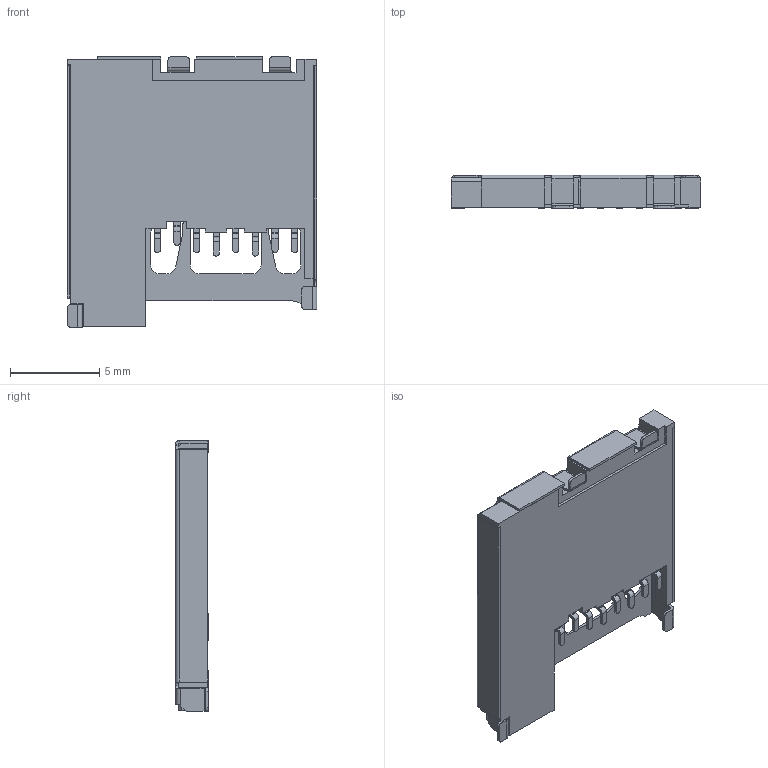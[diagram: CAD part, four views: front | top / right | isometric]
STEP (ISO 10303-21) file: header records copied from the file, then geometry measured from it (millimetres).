
FILE_DESCRIPTION(/* description */ (''),/* implementation_level */ '2;1');
FILE_NAME(/* name */ '2908-05WB-MGAG.step',/* time_stamp */ '2023-08-07T11:50:47-04:00',/* author */ (''),/* organization */ (''),/* preprocessor_version */ 'ST-DEVELOPER v19.2',/* originating_system */ 'Autodesk Translation Framework v12.6.0.85',/* authorisation */ '');
FILE_SCHEMA (('AUTOMOTIVE_DESIGN { 1 0 10303 214 3 1 1 }'));
Length unit declared in the file: millimetre
Products named in the file (1): 2908-05WB-MGAG
Bounding box: 14 x 1.85 x 15.2 mm (x, y, z)
Volume: 180.3 mm3; surface area: 911.6 mm2
Topology: 10 solids, 10 shells, 524 faces, 1272 edges, 773 vertices
Faces by surface type: plane 415, cylinder 109
Entity records: 15001 total; most frequent: CARTESIAN_POINT 2612, ORIENTED_EDGE 2544, DIRECTION 2534, EDGE_CURVE 1272, LINE 1048, VECTOR 1048, VERTEX_POINT 773, AXIS2_PLACEMENT_3D 743
